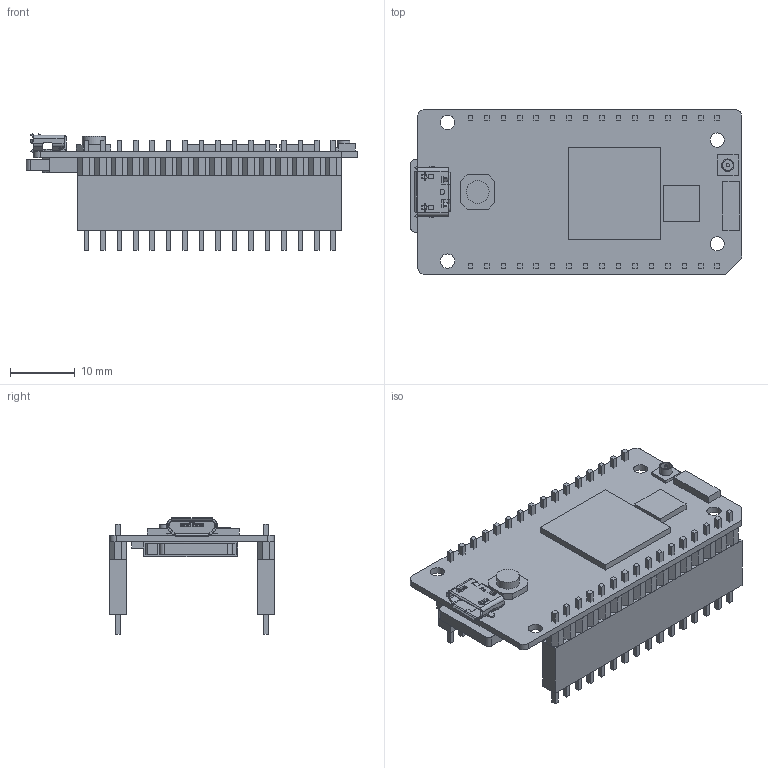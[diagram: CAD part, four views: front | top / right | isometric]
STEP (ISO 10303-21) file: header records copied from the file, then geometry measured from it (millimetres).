
FILE_DESCRIPTION( ( '' ), ' ' );
FILE_NAME( '5cc0347d7a1d12172263d773.step', '2019-04-24T10:03:42', ( '' ), ( '' ), ' ', ' ', ' ' );
FILE_SCHEMA( ( 'AUTOMOTIVE_DESIGN { 1 0 10303 214 1 1 1 1 }' ) );
Length unit declared in the file: metre
Products named in the file (47): Part 46; Part 47; Part 44; Part 45; Part 42; Part 43; Part 40; Part 41; Part 38; Part 39; Part 36; Part 37; Part 34; Part 35; Part 32; Part 33; Part 30; Part 31; Part 28; Part 29; Part 26; Part 27; Part 24; Part 25; Part 22; Part 23; Part 20; Part 21; Part 18; Part 19; Part 17; Part 16; Part 15; Part 14; Part 13; Part 12; IPX ANT; Chip ANT; Wi-Fi; H2 ...
Bounding box: 51.12 x 25.55 x 18 mm (x, y, z)
Volume: 4810.6 mm3; surface area: 9758.9 mm2
Topology: 47 solids, 47 shells, 906 faces, 2392 edges, 1576 vertices
Faces by surface type: plane 764, cylinder 138, sphere 4
Full cylindrical faces by diameter (mm): 0.5 x1, 1.66 x1, 1.91 x1, 2.2 x4, 3.52 x1
Entity records: 35394 total; most frequent: CARTESIAN_POINT 5027, ORIENTED_EDGE 4768, DIRECTION 4536, EDGE_CURVE 2384, LINE 2094, VECTOR 2094, VERTEX_POINT 1576, AXIS2_PLACEMENT_3D 1221
